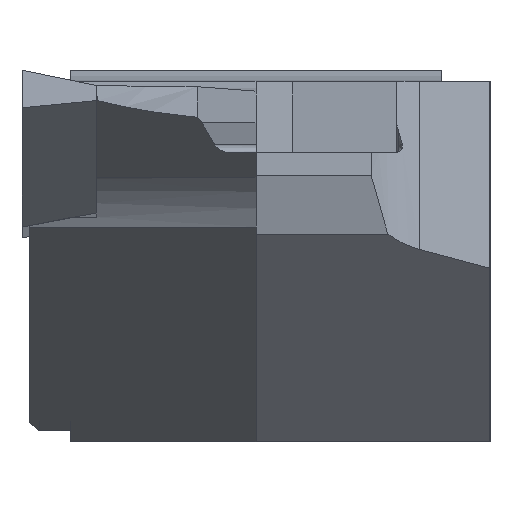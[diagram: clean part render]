
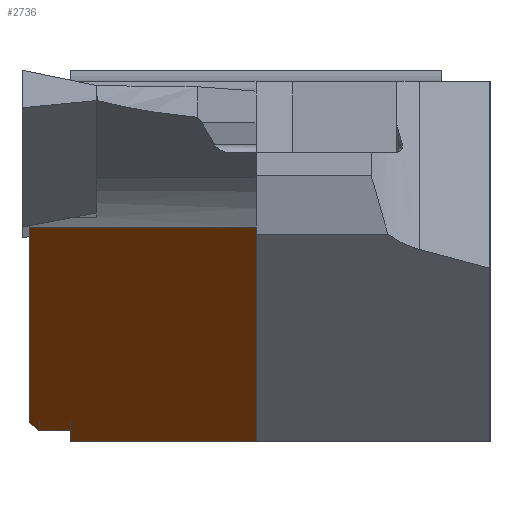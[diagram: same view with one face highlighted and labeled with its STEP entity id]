
A CAD part, left-side view. The second image highlights one B-rep face of the part: STEP entity #2736.
In plain terms, the highlighted planar face has unit normal (-0.616, 0, -0.788).
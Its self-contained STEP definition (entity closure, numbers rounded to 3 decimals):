
#81 = ORIENTED_EDGE ( 'NONE', *, *, #301, .T. ) ;
#206 = EDGE_LOOP ( 'NONE', ( #3027, #1089, #81, #443, #1468, #2114, #2048 ) ) ;
#301 = EDGE_CURVE ( 'NONE', #1642, #3421, #3203, .T. ) ;
#334 = CARTESIAN_POINT ( 'NONE',  ( -106.703, 0., -7.937 ) ) ;
#376 = FACE_OUTER_BOUND ( 'NONE', #206, .T. ) ;
#443 = ORIENTED_EDGE ( 'NONE', *, *, #1981, .T. ) ;
#506 = DIRECTION ( 'NONE',  ( 0.619, -0.619, -0.484 ) ) ;
#607 = EDGE_CURVE ( 'NONE', #2573, #2657, #2663, .T. ) ;
#644 = VECTOR ( 'NONE', #3059, 1000. ) ;
#694 = VECTOR ( 'NONE', #506, 1000. ) ;
#702 = DIRECTION ( 'NONE',  ( 0., 1., 0. ) ) ;
#753 = CARTESIAN_POINT ( 'NONE',  ( -118.444, 0., 1.235 ) ) ;
#757 = LINE ( 'NONE', #2212, #694 ) ;
#906 = VERTEX_POINT ( 'NONE', #1091 ) ;
#1045 = DIRECTION ( 'NONE',  ( -0.788, 0., 0.616 ) ) ;
#1084 = EDGE_CURVE ( 'NONE', #2026, #2693, #3219, .T. ) ;
#1089 = ORIENTED_EDGE ( 'NONE', *, *, #2585, .T. ) ;
#1091 = CARTESIAN_POINT ( 'NONE',  ( -107.75, 9.7, -7.12 ) ) ;
#1246 = CARTESIAN_POINT ( 'NONE',  ( -107.3, 9.25, -7.471 ) ) ;
#1279 = DIRECTION ( 'NONE',  ( -0.788, 0., 0.616 ) ) ;
#1468 = ORIENTED_EDGE ( 'NONE', *, *, #607, .F. ) ;
#1516 = CARTESIAN_POINT ( 'NONE',  ( -118.444, 9.7, 1.235 ) ) ;
#1608 = CARTESIAN_POINT ( 'NONE',  ( -107.074, 7.94, -7.648 ) ) ;
#1622 = CARTESIAN_POINT ( 'NONE',  ( -118.444, -164.262, 1.235 ) ) ;
#1636 = DIRECTION ( 'NONE',  ( 0.788, 0., -0.616 ) ) ;
#1642 = VERTEX_POINT ( 'NONE', #1246 ) ;
#1662 = CARTESIAN_POINT ( 'NONE',  ( -118.444, 0., 1.235 ) ) ;
#1709 = AXIS2_PLACEMENT_3D ( 'NONE', #3582, #3220, #2096 ) ;
#1718 = LINE ( 'NONE', #753, #2198 ) ;
#1817 = EDGE_CURVE ( 'NONE', #906, #2693, #3303, .T. ) ;
#1981 = EDGE_CURVE ( 'NONE', #3421, #2657, #2761, .T. ) ;
#2026 = VERTEX_POINT ( 'NONE', #1662 ) ;
#2048 = ORIENTED_EDGE ( 'NONE', *, *, #1084, .T. ) ;
#2096 = DIRECTION ( 'NONE',  ( 0.788, 0., -0.616 ) ) ;
#2114 = ORIENTED_EDGE ( 'NONE', *, *, #3373, .T. ) ;
#2198 = VECTOR ( 'NONE', #1045, 1000. ) ;
#2212 = CARTESIAN_POINT ( 'NONE',  ( -107.16, 9.11, -7.58 ) ) ;
#2280 = CARTESIAN_POINT ( 'NONE',  ( -107.3, 7.94, -7.471 ) ) ;
#2284 = PLANE ( 'NONE',  #1709 ) ;
#2573 = VERTEX_POINT ( 'NONE', #334 ) ;
#2585 = EDGE_CURVE ( 'NONE', #906, #1642, #757, .T. ) ;
#2657 = VERTEX_POINT ( 'NONE', #3100 ) ;
#2663 = LINE ( 'NONE', #3197, #644 ) ;
#2691 = VECTOR ( 'NONE', #1636, 1000. ) ;
#2693 = VERTEX_POINT ( 'NONE', #3209 ) ;
#2736 = ADVANCED_FACE ( 'NONE', ( #376 ), #2284, .F. ) ;
#2750 = VECTOR ( 'NONE', #702, 1000. ) ;
#2761 = LINE ( 'NONE', #1608, #2691 ) ;
#2940 = VECTOR ( 'NONE', #3138, 1000. ) ;
#3027 = ORIENTED_EDGE ( 'NONE', *, *, #1817, .F. ) ;
#3059 = DIRECTION ( 'NONE',  ( 0., 1., 0. ) ) ;
#3100 = CARTESIAN_POINT ( 'NONE',  ( -106.703, 7.94, -7.937 ) ) ;
#3138 = DIRECTION ( 'NONE',  ( 0., -1., 0. ) ) ;
#3197 = CARTESIAN_POINT ( 'NONE',  ( -106.703, -164.262, -7.937 ) ) ;
#3203 = LINE ( 'NONE', #3275, #2940 ) ;
#3209 = CARTESIAN_POINT ( 'NONE',  ( -118.444, 9.7, 1.235 ) ) ;
#3219 = LINE ( 'NONE', #1622, #2750 ) ;
#3220 = DIRECTION ( 'NONE',  ( 0.616, 0., 0.788 ) ) ;
#3275 = CARTESIAN_POINT ( 'NONE',  ( -107.3, 10., -7.471 ) ) ;
#3303 = LINE ( 'NONE', #1516, #3326 ) ;
#3326 = VECTOR ( 'NONE', #1279, 1000. ) ;
#3373 = EDGE_CURVE ( 'NONE', #2573, #2026, #1718, .T. ) ;
#3421 = VERTEX_POINT ( 'NONE', #2280 ) ;
#3582 = CARTESIAN_POINT ( 'NONE',  ( -118.444, -164.262, 1.235 ) ) ;
